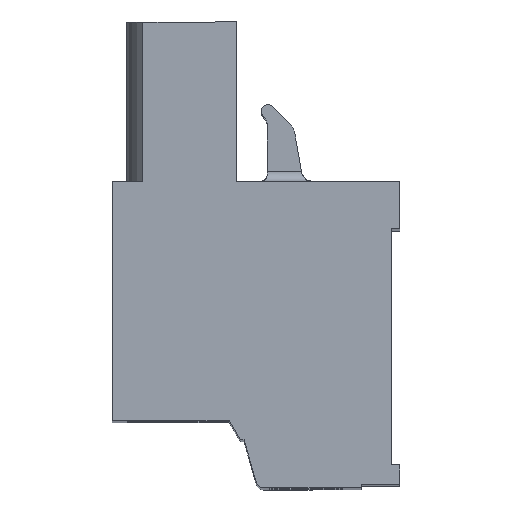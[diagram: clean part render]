
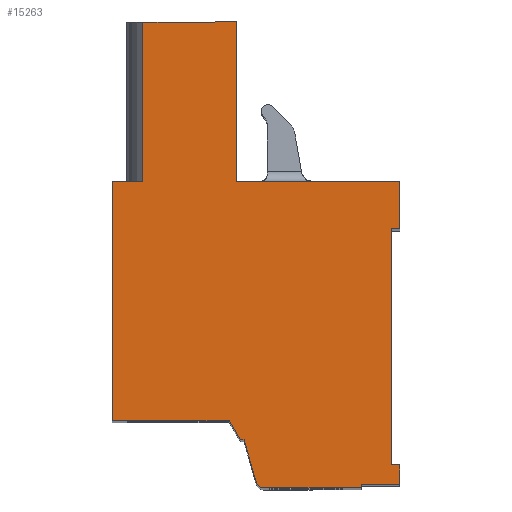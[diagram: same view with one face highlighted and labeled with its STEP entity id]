
A CAD part, top view. The second image highlights one B-rep face of the part: STEP entity #15263.
In plain terms, the highlighted planar face has unit normal (0, 0, 1).
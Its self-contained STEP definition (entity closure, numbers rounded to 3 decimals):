
#634=CARTESIAN_POINT('',(15.0,12.5,58.42));
#635=VERTEX_POINT('',#634);
#1036=CARTESIAN_POINT('',(6.475,12.5,58.42));
#1037=VERTEX_POINT('',#1036);
#1044=CARTESIAN_POINT('',(6.475,12.5,58.42));
#1045=DIRECTION('',(1.0,0.0,0.0));
#1046=VECTOR('',#1045,8.525);
#1047=LINE('',#1044,#1046);
#1048=EDGE_CURVE('',#1037,#635,#1047,.T.);
#11998=CARTESIAN_POINT('',(1.6,12.5,58.42));
#11999=VERTEX_POINT('',#11998);
#12006=CARTESIAN_POINT('',(1.6,20.8,58.42));
#12007=VERTEX_POINT('',#12006);
#12008=CARTESIAN_POINT('',(1.6,20.8,58.42));
#12009=DIRECTION('',(0.0,-1.0,0.0));
#12010=VECTOR('',#12009,8.3);
#12011=LINE('',#12008,#12010);
#12012=EDGE_CURVE('',#12007,#11999,#12011,.T.);
#15112=CARTESIAN_POINT('',(7.004,8.078,58.42));
#15113=DIRECTION('',(0.0,0.0,1.0));
#15114=DIRECTION('',(1.0,0.0,0.0));
#15115=AXIS2_PLACEMENT_3D('',#15112,#15113,#15114);
#15116=PLANE('',#15115);
#15117=ORIENTED_EDGE('',*,*,#12012,.T.);
#15118=CARTESIAN_POINT('',(0.0,12.5,58.42));
#15119=VERTEX_POINT('',#15118);
#15120=CARTESIAN_POINT('',(1.6,12.5,58.42));
#15121=DIRECTION('',(-1.0,0.0,0.0));
#15122=VECTOR('',#15121,1.6);
#15123=LINE('',#15120,#15122);
#15124=EDGE_CURVE('',#11999,#15119,#15123,.T.);
#15125=ORIENTED_EDGE('',*,*,#15124,.T.);
#15126=CARTESIAN_POINT('',(0.0,0.0,58.42));
#15127=VERTEX_POINT('',#15126);
#15128=CARTESIAN_POINT('',(0.0,0.0,58.42));
#15129=DIRECTION('',(0.0,1.0,0.0));
#15130=VECTOR('',#15129,12.5);
#15131=LINE('',#15128,#15130);
#15132=EDGE_CURVE('',#15127,#15119,#15131,.T.);
#15133=ORIENTED_EDGE('',*,*,#15132,.F.);
#15134=CARTESIAN_POINT('',(6.1,0.0,58.42));
#15135=VERTEX_POINT('',#15134);
#15136=CARTESIAN_POINT('',(6.1,0.0,58.42));
#15137=DIRECTION('',(-1.0,0.0,0.0));
#15138=VECTOR('',#15137,6.1);
#15139=LINE('',#15136,#15138);
#15140=EDGE_CURVE('',#15135,#15127,#15139,.T.);
#15141=ORIENTED_EDGE('',*,*,#15140,.F.);
#15142=CARTESIAN_POINT('',(6.62,-0.9,58.42));
#15143=VERTEX_POINT('',#15142);
#15144=CARTESIAN_POINT('',(6.62,-0.9,58.42));
#15145=DIRECTION('',(-0.5,0.866,0.0));
#15146=VECTOR('',#15145,1.039);
#15147=LINE('',#15144,#15146);
#15148=EDGE_CURVE('',#15143,#15135,#15147,.T.);
#15149=ORIENTED_EDGE('',*,*,#15148,.F.);
#15150=CARTESIAN_POINT('',(6.793,-1.,58.42));
#15151=VERTEX_POINT('',#15150);
#15152=CARTESIAN_POINT('',(6.793,-0.8,58.42));
#15153=DIRECTION('',(0.0,0.0,-1.));
#15154=DIRECTION('',(0.866,0.5,0.0));
#15155=AXIS2_PLACEMENT_3D('',#15152,#15153,#15154);
#15156=CIRCLE('',#15155,0.2);
#15157=EDGE_CURVE('',#15151,#15143,#15156,.T.);
#15158=ORIENTED_EDGE('',*,*,#15157,.F.);
#15159=CARTESIAN_POINT('',(6.877,-1.,58.42));
#15160=VERTEX_POINT('',#15159);
#15161=CARTESIAN_POINT('',(6.877,-1.,58.42));
#15162=DIRECTION('',(-1.0,0.0,0.0));
#15163=VECTOR('',#15162,0.085);
#15164=LINE('',#15161,#15163);
#15165=EDGE_CURVE('',#15160,#15151,#15164,.T.);
#15166=ORIENTED_EDGE('',*,*,#15165,.F.);
#15167=CARTESIAN_POINT('',(7.515,-3.225,58.42));
#15168=VERTEX_POINT('',#15167);
#15169=CARTESIAN_POINT('',(7.515,-3.225,58.42));
#15170=DIRECTION('',(-0.276,0.961,0.0));
#15171=VECTOR('',#15170,2.315);
#15172=LINE('',#15169,#15171);
#15173=EDGE_CURVE('',#15168,#15160,#15172,.T.);
#15174=ORIENTED_EDGE('',*,*,#15173,.F.);
#15175=CARTESIAN_POINT('',(7.9,-3.515,58.42));
#15176=VERTEX_POINT('',#15175);
#15177=CARTESIAN_POINT('',(7.9,-3.115,58.42));
#15178=DIRECTION('',(0.0,0.0,-1.0));
#15179=DIRECTION('',(0.961,0.276,0.0));
#15180=AXIS2_PLACEMENT_3D('',#15177,#15178,#15179);
#15181=CIRCLE('',#15180,0.4);
#15182=EDGE_CURVE('',#15176,#15168,#15181,.T.);
#15183=ORIENTED_EDGE('',*,*,#15182,.F.);
#15184=CARTESIAN_POINT('',(13.,-3.515,58.42));
#15185=VERTEX_POINT('',#15184);
#15186=CARTESIAN_POINT('',(13.,-3.515,58.42));
#15187=DIRECTION('',(-1.0,0.0,0.0));
#15188=VECTOR('',#15187,5.1);
#15189=LINE('',#15186,#15188);
#15190=EDGE_CURVE('',#15185,#15176,#15189,.T.);
#15191=ORIENTED_EDGE('',*,*,#15190,.F.);
#15192=CARTESIAN_POINT('',(13.,-3.315,58.42));
#15193=VERTEX_POINT('',#15192);
#15194=CARTESIAN_POINT('',(13.,-3.315,58.42));
#15195=DIRECTION('',(0.0,-1.0,0.0));
#15196=VECTOR('',#15195,0.2);
#15197=LINE('',#15194,#15196);
#15198=EDGE_CURVE('',#15193,#15185,#15197,.T.);
#15199=ORIENTED_EDGE('',*,*,#15198,.F.);
#15200=CARTESIAN_POINT('',(15.,-3.315,58.42));
#15201=VERTEX_POINT('',#15200);
#15202=CARTESIAN_POINT('',(15.,-3.315,58.42));
#15203=DIRECTION('',(-1.0,0.0,0.0));
#15204=VECTOR('',#15203,2.0);
#15205=LINE('',#15202,#15204);
#15206=EDGE_CURVE('',#15201,#15193,#15205,.T.);
#15207=ORIENTED_EDGE('',*,*,#15206,.F.);
#15208=CARTESIAN_POINT('',(15.,-2.315,58.42));
#15209=VERTEX_POINT('',#15208);
#15210=CARTESIAN_POINT('',(15.,-2.315,58.42));
#15211=DIRECTION('',(0.0,-1.0,0.0));
#15212=VECTOR('',#15211,1.);
#15213=LINE('',#15210,#15212);
#15214=EDGE_CURVE('',#15209,#15201,#15213,.T.);
#15215=ORIENTED_EDGE('',*,*,#15214,.F.);
#15216=CARTESIAN_POINT('',(14.55,-2.315,58.42));
#15217=VERTEX_POINT('',#15216);
#15218=CARTESIAN_POINT('',(14.55,-2.315,58.42));
#15219=DIRECTION('',(1.0,0.0,0.0));
#15220=VECTOR('',#15219,0.45);
#15221=LINE('',#15218,#15220);
#15222=EDGE_CURVE('',#15217,#15209,#15221,.T.);
#15223=ORIENTED_EDGE('',*,*,#15222,.F.);
#15224=CARTESIAN_POINT('',(14.55,10.,58.42));
#15225=VERTEX_POINT('',#15224);
#15226=CARTESIAN_POINT('',(14.55,10.,58.42));
#15227=DIRECTION('',(0.0,-1.0,0.0));
#15228=VECTOR('',#15227,12.315);
#15229=LINE('',#15226,#15228);
#15230=EDGE_CURVE('',#15225,#15217,#15229,.T.);
#15231=ORIENTED_EDGE('',*,*,#15230,.F.);
#15232=CARTESIAN_POINT('',(15.0,10.,58.42));
#15233=VERTEX_POINT('',#15232);
#15234=CARTESIAN_POINT('',(15.0,10.,58.42));
#15235=DIRECTION('',(-1.0,0.0,0.0));
#15236=VECTOR('',#15235,0.45);
#15237=LINE('',#15234,#15236);
#15238=EDGE_CURVE('',#15233,#15225,#15237,.T.);
#15239=ORIENTED_EDGE('',*,*,#15238,.F.);
#15240=CARTESIAN_POINT('',(15.0,12.5,58.42));
#15241=DIRECTION('',(0.0,-1.0,0.0));
#15242=VECTOR('',#15241,2.5);
#15243=LINE('',#15240,#15242);
#15244=EDGE_CURVE('',#635,#15233,#15243,.T.);
#15245=ORIENTED_EDGE('',*,*,#15244,.F.);
#15246=ORIENTED_EDGE('',*,*,#1048,.F.);
#15247=CARTESIAN_POINT('',(6.475,20.8,58.42));
#15248=VERTEX_POINT('',#15247);
#15249=CARTESIAN_POINT('',(6.475,20.8,58.42));
#15250=DIRECTION('',(0.0,-1.0,0.0));
#15251=VECTOR('',#15250,8.3);
#15252=LINE('',#15249,#15251);
#15253=EDGE_CURVE('',#15248,#1037,#15252,.T.);
#15254=ORIENTED_EDGE('',*,*,#15253,.F.);
#15255=CARTESIAN_POINT('',(1.6,20.8,58.42));
#15256=DIRECTION('',(1.0,0.0,0.0));
#15257=VECTOR('',#15256,4.875);
#15258=LINE('',#15255,#15257);
#15259=EDGE_CURVE('',#12007,#15248,#15258,.T.);
#15260=ORIENTED_EDGE('',*,*,#15259,.F.);
#15261=EDGE_LOOP('',(#15117,#15125,#15133,#15141,#15149,#15158,#15166,#15174,#15183,#15191,#15199,#15207,#15215,#15223,#15231,#15239,#15245,#15246,#15254,#15260));
#15262=FACE_OUTER_BOUND('',#15261,.T.);
#15263=ADVANCED_FACE('',(#15262),#15116,.T.);
